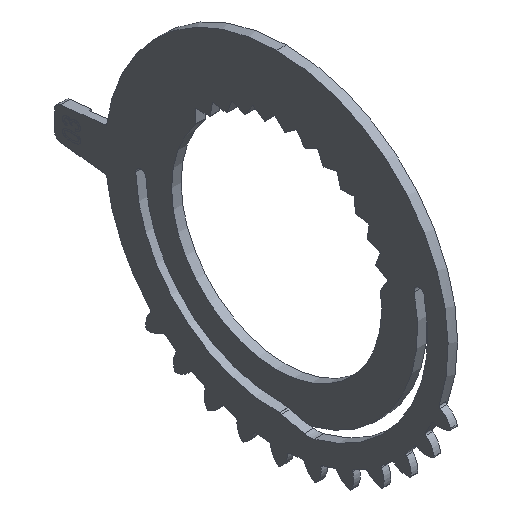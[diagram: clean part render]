
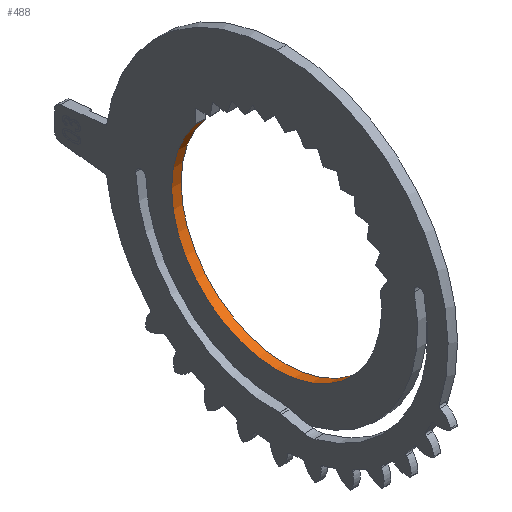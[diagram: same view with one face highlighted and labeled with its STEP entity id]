
A CAD part, isometric view. The second image highlights one B-rep face of the part: STEP entity #488.
In plain terms, the highlighted cylindrical face has radius 15.5 mm (diameter 31 mm), a partial arc.
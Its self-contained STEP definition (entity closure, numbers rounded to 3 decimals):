
#81 = CYLINDRICAL_SURFACE ( 'NONE', #1404, 15.5 ) ;
#226 = DIRECTION ( 'NONE',  ( 1., 0., 0. ) ) ;
#481 = EDGE_CURVE ( 'NONE', #6181, #4985, #7122, .T. ) ;
#488 = ADVANCED_FACE ( 'NONE', ( #4896 ), #81, .F. ) ;
#725 = ORIENTED_EDGE ( 'NONE', *, *, #481, .T. ) ;
#1167 = DIRECTION ( 'NONE',  ( -1., 0., 0. ) ) ;
#1179 = DIRECTION ( 'NONE',  ( 1., 0., 0. ) ) ;
#1331 = CARTESIAN_POINT ( 'NONE',  ( 1.4, 11.96, 9.859 ) ) ;
#1404 = AXIS2_PLACEMENT_3D ( 'NONE', #3560, #7282, #1914 ) ;
#1541 = CIRCLE ( 'NONE', #2167, 15.5 ) ;
#1721 = EDGE_CURVE ( 'NONE', #2943, #4985, #3864, .T. ) ;
#1750 = EDGE_CURVE ( 'NONE', #2785, #2943, #2718, .T. ) ;
#1792 = CARTESIAN_POINT ( 'NONE',  ( 1.4, 11.96, 9.859 ) ) ;
#1914 = DIRECTION ( 'NONE',  ( 0., 0., 1. ) ) ;
#2167 = AXIS2_PLACEMENT_3D ( 'NONE', #6537, #1179, #3569 ) ;
#2172 = CARTESIAN_POINT ( 'NONE',  ( 0., -15.33, 2.291 ) ) ;
#2561 = CARTESIAN_POINT ( 'NONE',  ( 1.4, -15.33, 2.291 ) ) ;
#2718 = LINE ( 'NONE', #4486, #7116 ) ;
#2743 = AXIS2_PLACEMENT_3D ( 'NONE', #5420, #226, #4329 ) ;
#2785 = VERTEX_POINT ( 'NONE', #2561 ) ;
#2885 = ORIENTED_EDGE ( 'NONE', *, *, #1750, .F. ) ;
#2943 = VERTEX_POINT ( 'NONE', #2172 ) ;
#3560 = CARTESIAN_POINT ( 'NONE',  ( 1.4, 0., 0. ) ) ;
#3569 = DIRECTION ( 'NONE',  ( 0., 0., -1. ) ) ;
#3864 = CIRCLE ( 'NONE', #2743, 15.5 ) ;
#4329 = DIRECTION ( 'NONE',  ( 0., 0., -1. ) ) ;
#4402 = VECTOR ( 'NONE', #1167, 1000. ) ;
#4486 = CARTESIAN_POINT ( 'NONE',  ( 1.4, -15.33, 2.291 ) ) ;
#4586 = ORIENTED_EDGE ( 'NONE', *, *, #1721, .F. ) ;
#4855 = EDGE_CURVE ( 'NONE', #2785, #6181, #1541, .T. ) ;
#4896 = FACE_OUTER_BOUND ( 'NONE', #4957, .T. ) ;
#4957 = EDGE_LOOP ( 'NONE', ( #2885, #7402, #725, #4586 ) ) ;
#4985 = VERTEX_POINT ( 'NONE', #5237 ) ;
#5032 = DIRECTION ( 'NONE',  ( -1., 0., 0. ) ) ;
#5237 = CARTESIAN_POINT ( 'NONE',  ( 0., 11.96, 9.859 ) ) ;
#5420 = CARTESIAN_POINT ( 'NONE',  ( 0., 0., 0. ) ) ;
#6181 = VERTEX_POINT ( 'NONE', #1331 ) ;
#6537 = CARTESIAN_POINT ( 'NONE',  ( 1.4, 0., 0. ) ) ;
#7116 = VECTOR ( 'NONE', #5032, 1000. ) ;
#7122 = LINE ( 'NONE', #1792, #4402 ) ;
#7282 = DIRECTION ( 'NONE',  ( -1., 0., 0. ) ) ;
#7402 = ORIENTED_EDGE ( 'NONE', *, *, #4855, .T. ) ;
